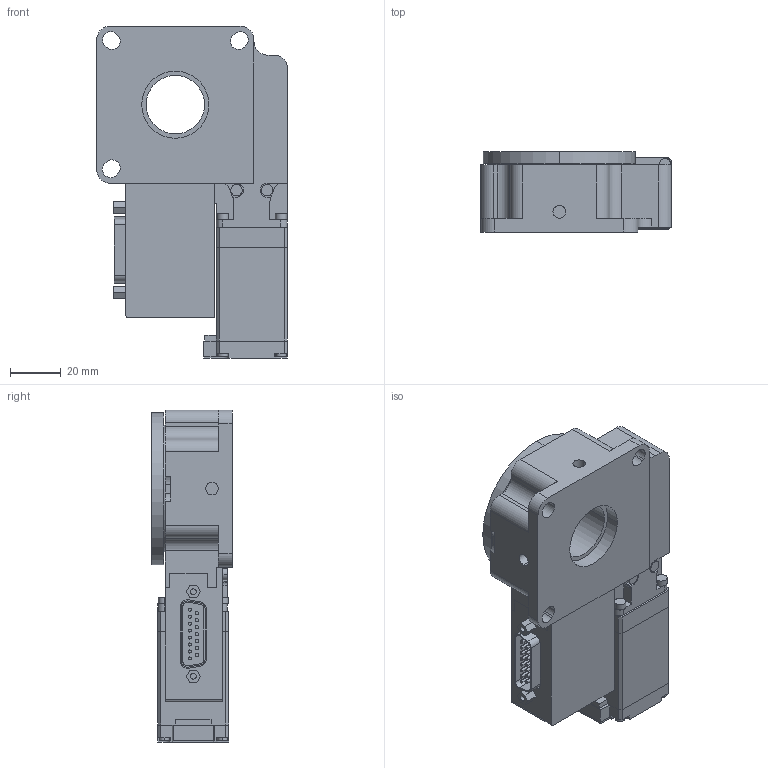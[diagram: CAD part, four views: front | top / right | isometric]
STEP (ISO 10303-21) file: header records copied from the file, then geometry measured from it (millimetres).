
FILE_DESCRIPTION (( 'STEP AP203' ), '1' );
FILE_NAME ('RSW60x-T3A.step', '2023-05-17T23:19:41', ( '' ), ( '' ), 'SwSTEP 2.0', 'SolidWorks 2019', '' );
FILE_SCHEMA (( 'CONFIG_CONTROL_DESIGN' ));
Length unit declared in the file: millimetre
Products named in the file (4): RSW60x-T3A; RSW60_top^RSW60_RSW60; NMS11_motor^RSW60_NMS11; RSW60_base^RSW60_RSW60-T3A
Assembly tree (3 placements, depth 2):
  RSW60x-T3A
    RSW60_base^RSW60_RSW60-T3A
    NMS11_motor^RSW60_NMS11
    RSW60_top^RSW60_RSW60
Bounding box: 75.16 x 31.75 x 130.89 mm (x, y, z)
Volume: 201497.2 mm3; surface area: 49598.7 mm2
Topology: 21 solids, 21 shells, 412 faces, 982 edges, 654 vertices
Faces by surface type: plane 228, cylinder 184
Entity records: 12458 total; most frequent: DIRECTION 2188, CARTESIAN_POINT 2054, ORIENTED_EDGE 1964, EDGE_CURVE 982, AXIS2_PLACEMENT_3D 788, VERTEX_POINT 654, LINE 612, VECTOR 612
